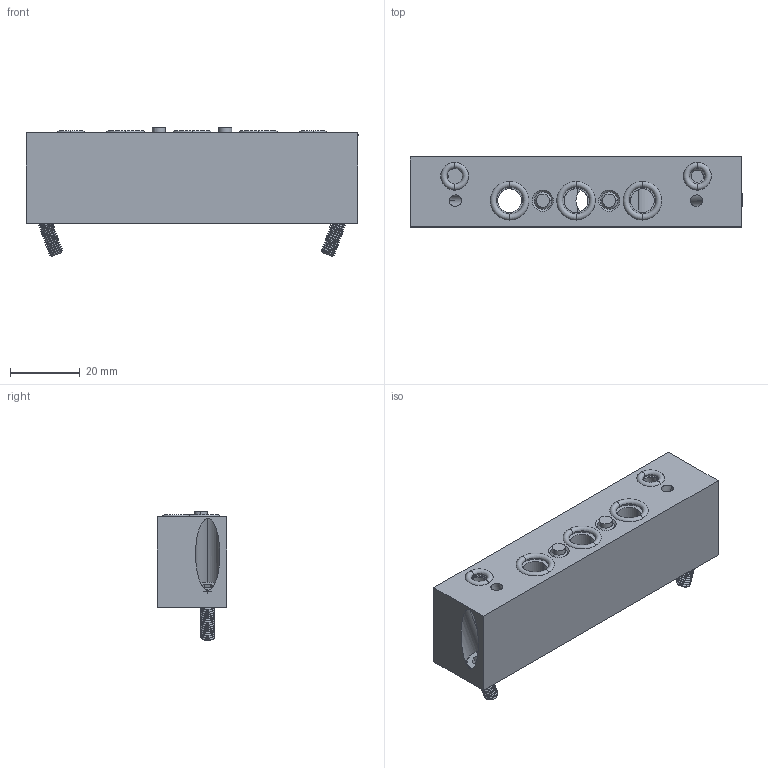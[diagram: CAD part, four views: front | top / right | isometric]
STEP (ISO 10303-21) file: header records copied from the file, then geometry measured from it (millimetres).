
FILE_DESCRIPTION (( 'STEP AP214' ), '1' );
FILE_NAME ('07_081_2.STEP', '2016-07-15T13:20:32', ( '' ), ( '' ), 'SwSTEP 2.0', 'SolidWorks 2016', '' );
FILE_SCHEMA (( 'AUTOMOTIVE_DESIGN' ));
Length unit declared in the file: millimetre
Products named in the file (1): 07_081_2
Bounding box: 95 x 20 x 36.84 mm (x, y, z)
Volume: 39026.7 mm3; surface area: 16265.1 mm2
Topology: 10 solids, 10 shells, 448 faces, 1136 edges, 702 vertices
Faces by surface type: cone 215, cylinder 148, plane 57, torus 28
Entity records: 14273 total; most frequent: CARTESIAN_POINT 2972, DIRECTION 2598, ORIENTED_EDGE 2248, EDGE_CURVE 1124, AXIS2_PLACEMENT_3D 1087, VERTEX_POINT 701, CIRCLE 638, EDGE_LOOP 483
